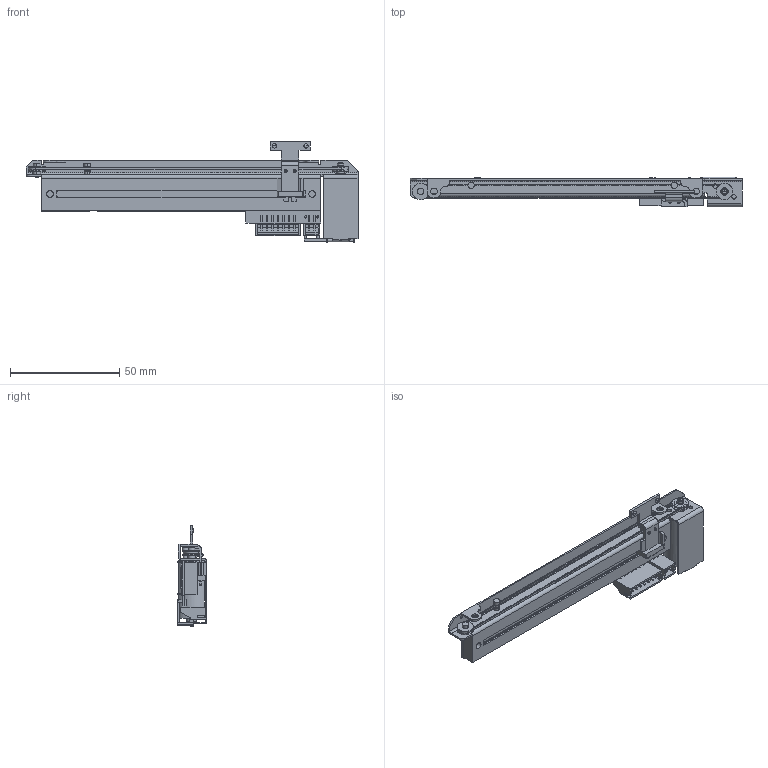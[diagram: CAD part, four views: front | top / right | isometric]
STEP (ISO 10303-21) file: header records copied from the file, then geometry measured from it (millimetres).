
FILE_DESCRIPTION((''),'2;1');
FILE_NAME('PSM01-082A-103B2','2014-09-23T',('RICKB'),('Bourns, Inc.'),'PRO/ENGINEER BY PARAMETRIC TECHNOLOGY CORPORATION, 2012230','PRO/ENGINEER BY PARAMETRIC TECHNOLOGY CORPORATION, 2012230','');
FILE_SCHEMA(('CONFIG_CONTROL_DESIGN'));
Products named in the file (1): PSM01-082A-103B2
Bounding box: 152 x 13.58 x 46.19 mm (x, y, z)
Volume: 21766.8 mm3; surface area: 19364.8 mm2
Topology: 1 solids, 1 shells, 2836 faces, 8351 edges, 5496 vertices
Faces by surface type: plane 1659, cylinder 1121, cone 32, torus 20, extrusion 4
Entity records: 95135 total; most frequent: CARTESIAN_POINT 17149, ORIENTED_EDGE 16690, DIRECTION 16399, EDGE_CURVE 8345, VECTOR 5815, LINE 5811, VERTEX_POINT 5496, AXIS2_PLACEMENT_3D 5292
